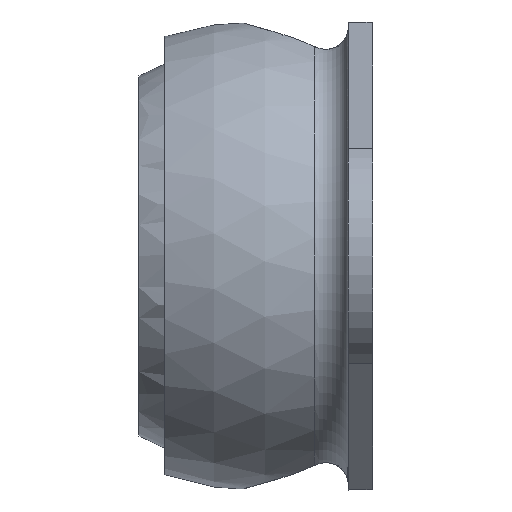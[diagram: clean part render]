
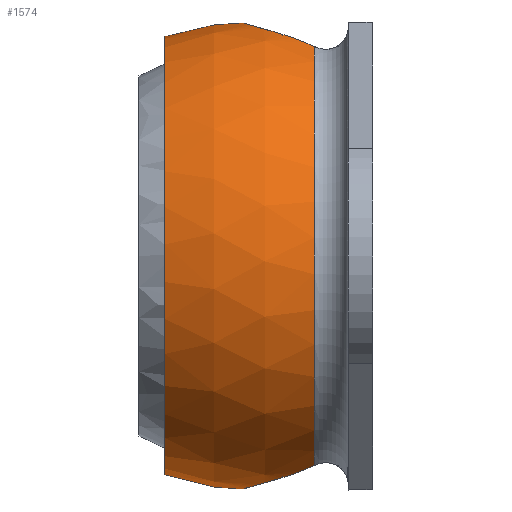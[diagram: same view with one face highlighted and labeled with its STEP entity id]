
A CAD part, left-side view. The second image highlights one B-rep face of the part: STEP entity #1574.
In plain terms, the highlighted spherical face has radius 14.224 mm.
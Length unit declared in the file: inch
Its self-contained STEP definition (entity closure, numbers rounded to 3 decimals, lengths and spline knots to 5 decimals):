
#88=SPHERICAL_SURFACE('',#1716,0.56);
#105=FACE_BOUND('',#341,.T.);
#155=CIRCLE('',#1706,0.53328);
#157=CIRCLE('',#1709,0.53328);
#162=CIRCLE('',#1717,0.5517);
#163=CIRCLE('',#1718,0.5517);
#164=CIRCLE('',#1719,0.5517);
#165=CIRCLE('',#1720,0.5517);
#166=CIRCLE('',#1721,0.52768);
#237=FACE_OUTER_BOUND('',#340,.T.);
#340=EDGE_LOOP('',(#1210,#1211,#1212,#1213,#1214,#1215,#1216,#1217));
#341=EDGE_LOOP('',(#1218));
#592=B_SPLINE_CURVE_WITH_KNOTS('',3,(#2979,#2980,#2981,#2982,#2983,#2984,
#2985,#2986,#2987,#2988,#2989,#2990,#2991,#2992),.UNSPECIFIED.,.F.,.F.,
(4,2,2,2,2,2,4),(-2.29012,-2.13433,-1.98521,-1.83608,
-1.68695,-1.53783,-1.38204),.UNSPECIFIED.);
#593=B_SPLINE_CURVE_WITH_KNOTS('',3,(#2997,#2998,#2999,#3000,#3001,#3002,
#3003,#3004,#3005,#3006,#3007,#3008,#3009,#3010),.UNSPECIFIED.,.F.,.F.,
(4,2,2,2,2,2,4),(-1.06464,-0.90885,-0.75972,
-0.6106,-0.46147,-0.31235,-0.15656),
 .UNSPECIFIED.);
#692=VERTEX_POINT('',#2872);
#697=VERTEX_POINT('',#2908);
#698=VERTEX_POINT('',#2919);
#703=VERTEX_POINT('',#2955);
#708=VERTEX_POINT('',#2976);
#709=VERTEX_POINT('',#2978);
#710=VERTEX_POINT('',#2994);
#711=VERTEX_POINT('',#2996);
#712=VERTEX_POINT('',#3012);
#877=EDGE_CURVE('',#692,#697,#155,.T.);
#883=EDGE_CURVE('',#698,#703,#157,.T.);
#888=EDGE_CURVE('',#703,#708,#162,.T.);
#889=EDGE_CURVE('',#708,#709,#592,.T.);
#890=EDGE_CURVE('',#709,#692,#163,.T.);
#891=EDGE_CURVE('',#697,#710,#164,.T.);
#892=EDGE_CURVE('',#710,#711,#593,.T.);
#893=EDGE_CURVE('',#711,#698,#165,.T.);
#894=EDGE_CURVE('',#712,#712,#166,.T.);
#1210=ORIENTED_EDGE('',*,*,#883,.T.);
#1211=ORIENTED_EDGE('',*,*,#888,.T.);
#1212=ORIENTED_EDGE('',*,*,#889,.T.);
#1213=ORIENTED_EDGE('',*,*,#890,.T.);
#1214=ORIENTED_EDGE('',*,*,#877,.T.);
#1215=ORIENTED_EDGE('',*,*,#891,.T.);
#1216=ORIENTED_EDGE('',*,*,#892,.T.);
#1217=ORIENTED_EDGE('',*,*,#893,.T.);
#1218=ORIENTED_EDGE('',*,*,#894,.F.);
#1574=ADVANCED_FACE('',(#237,#105),#88,.T.);
#1706=AXIS2_PLACEMENT_3D('',#2917,#2020,#2021);
#1709=AXIS2_PLACEMENT_3D('',#2964,#2026,#2027);
#1716=AXIS2_PLACEMENT_3D('',#2975,#2040,#2041);
#1717=AXIS2_PLACEMENT_3D('',#2977,#2042,#2043);
#1718=AXIS2_PLACEMENT_3D('',#2993,#2044,#2045);
#1719=AXIS2_PLACEMENT_3D('',#2995,#2046,#2047);
#1720=AXIS2_PLACEMENT_3D('',#3011,#2048,#2049);
#1721=AXIS2_PLACEMENT_3D('',#3013,#2050,#2051);
#2020=DIRECTION('center_axis',(0.,1.,0.));
#2021=DIRECTION('ref_axis',(0.,0.,1.));
#2026=DIRECTION('center_axis',(0.,1.,0.));
#2027=DIRECTION('ref_axis',(0.,0.,1.));
#2040=DIRECTION('center_axis',(0.,1.,0.));
#2041=DIRECTION('ref_axis',(0.,0.,-1.));
#2042=DIRECTION('center_axis',(0.923,0.385,0.));
#2043=DIRECTION('ref_axis',(-0.385,0.923,0.));
#2044=DIRECTION('center_axis',(-0.923,0.385,0.));
#2045=DIRECTION('ref_axis',(-0.385,-0.923,0.));
#2046=DIRECTION('center_axis',(-0.923,0.385,0.));
#2047=DIRECTION('ref_axis',(-0.385,-0.923,0.));
#2048=DIRECTION('center_axis',(0.923,0.385,0.));
#2049=DIRECTION('ref_axis',(-0.385,0.923,0.));
#2050=DIRECTION('center_axis',(0.,1.,0.));
#2051=DIRECTION('ref_axis',(0.,0.,1.));
#2872=CARTESIAN_POINT('',(-0.17544,-0.17092,-0.50359));
#2908=CARTESIAN_POINT('',(-0.17544,-0.17092,0.50359));
#2917=CARTESIAN_POINT('Origin',(0.,-0.17092,0.));
#2919=CARTESIAN_POINT('',(0.17544,-0.17092,0.50359));
#2955=CARTESIAN_POINT('',(0.17544,-0.17092,-0.50359));
#2964=CARTESIAN_POINT('Origin',(0.,-0.17092,0.));
#2975=CARTESIAN_POINT('Origin',(0.,0.,0.));
#2976=CARTESIAN_POINT('',(0.1442,-0.09607,-0.53252));
#2977=CARTESIAN_POINT('Origin',(0.08866,0.037,0.));
#2978=CARTESIAN_POINT('',(-0.1442,-0.09607,-0.53252));
#2979=CARTESIAN_POINT('Ctrl Pts',(0.1442,-0.09607,
-0.53252));
#2980=CARTESIAN_POINT('Ctrl Pts',(0.13612,-0.07671,
-0.5382));
#2981=CARTESIAN_POINT('Ctrl Pts',(0.12389,-0.05895,
-0.54332));
#2982=CARTESIAN_POINT('Ctrl Pts',(0.09593,-0.03143,
-0.55117));
#2983=CARTESIAN_POINT('Ctrl Pts',(0.07857,-0.01962,
-0.5545));
#2984=CARTESIAN_POINT('Ctrl Pts',(0.04039,-0.00391,
-0.55891));
#2985=CARTESIAN_POINT('Ctrl Pts',(0.01957,0.,
-0.56));
#2986=CARTESIAN_POINT('Ctrl Pts',(-0.01957,0.,
-0.56));
#2987=CARTESIAN_POINT('Ctrl Pts',(-0.04039,-0.00391,
-0.55891));
#2988=CARTESIAN_POINT('Ctrl Pts',(-0.07857,-0.01962,
-0.5545));
#2989=CARTESIAN_POINT('Ctrl Pts',(-0.09593,-0.03143,
-0.55117));
#2990=CARTESIAN_POINT('Ctrl Pts',(-0.12389,-0.05895,
-0.54332));
#2991=CARTESIAN_POINT('Ctrl Pts',(-0.13612,-0.07671,
-0.5382));
#2992=CARTESIAN_POINT('Ctrl Pts',(-0.1442,-0.09607,
-0.53252));
#2993=CARTESIAN_POINT('Origin',(-0.08866,0.037,
0.));
#2994=CARTESIAN_POINT('',(-0.1442,-0.09607,0.53252));
#2995=CARTESIAN_POINT('Origin',(-0.08866,0.037,
0.));
#2996=CARTESIAN_POINT('',(0.1442,-0.09607,0.53252));
#2997=CARTESIAN_POINT('Ctrl Pts',(-0.1442,-0.09607,
0.53252));
#2998=CARTESIAN_POINT('Ctrl Pts',(-0.13612,-0.07671,
0.5382));
#2999=CARTESIAN_POINT('Ctrl Pts',(-0.12389,-0.05895,
0.54332));
#3000=CARTESIAN_POINT('Ctrl Pts',(-0.09593,-0.03143,
0.55117));
#3001=CARTESIAN_POINT('Ctrl Pts',(-0.07857,-0.01962,
0.5545));
#3002=CARTESIAN_POINT('Ctrl Pts',(-0.04039,-0.00391,
0.55891));
#3003=CARTESIAN_POINT('Ctrl Pts',(-0.01957,0.,
0.56));
#3004=CARTESIAN_POINT('Ctrl Pts',(0.01957,0.,
0.56));
#3005=CARTESIAN_POINT('Ctrl Pts',(0.04039,-0.00391,
0.55891));
#3006=CARTESIAN_POINT('Ctrl Pts',(0.07857,-0.01962,
0.5545));
#3007=CARTESIAN_POINT('Ctrl Pts',(0.09593,-0.03143,
0.55117));
#3008=CARTESIAN_POINT('Ctrl Pts',(0.12389,-0.05895,
0.54332));
#3009=CARTESIAN_POINT('Ctrl Pts',(0.13612,-0.07671,
0.5382));
#3010=CARTESIAN_POINT('Ctrl Pts',(0.1442,-0.09607,
0.53252));
#3011=CARTESIAN_POINT('Origin',(0.08866,0.037,0.));
#3012=CARTESIAN_POINT('',(0.52768,0.1875,0.));
#3013=CARTESIAN_POINT('Origin',(0.,0.1875,0.));
